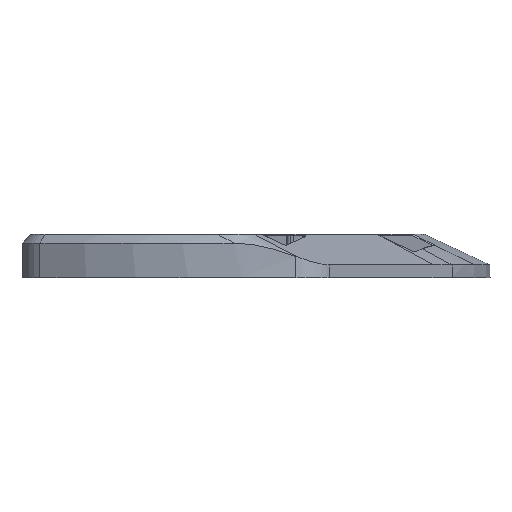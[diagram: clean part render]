
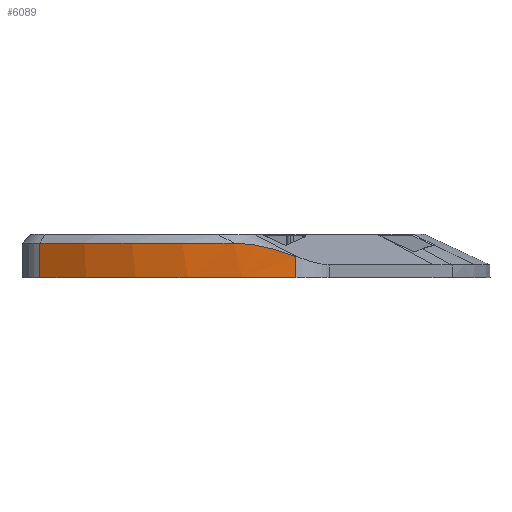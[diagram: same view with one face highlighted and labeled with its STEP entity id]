
A CAD part, left-side view. The second image highlights one B-rep face of the part: STEP entity #6089.
In plain terms, the highlighted cylindrical face has radius 86.641 mm (diameter 173.282 mm), a partial arc.
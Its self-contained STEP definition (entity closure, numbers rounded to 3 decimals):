
#93=B_SPLINE_CURVE_WITH_KNOTS('',3,(#8960,#8961,#8962,#8963,#8964,#8965,
#8966,#8967,#8968,#8969,#8970,#8971,#8972,#8973,#8974,#8975,#8976,#8977,
#8978,#8979,#8980,#8981,#8982,#8983,#8984,#8985,#8986,#8987,#8988,#8989,
#8990,#8991,#8992,#8993,#8994,#8995,#8996,#8997,#8998,#8999,#9000,#9001,
#9002),.UNSPECIFIED.,.F.,.F.,(4,3,3,3,3,3,3,3,3,3,3,3,3,3,4),(0.,0.092,
0.186,0.282,0.379,0.476,
0.571,0.6,0.691,0.781,
0.873,0.969,1.068,1.169,1.205),
 .UNSPECIFIED.);
#396=CIRCLE('',#6483,86.641);
#405=CIRCLE('',#6498,86.641);
#554=CYLINDRICAL_SURFACE('',#6497,86.641);
#659=FACE_OUTER_BOUND('',#1019,.T.);
#1019=EDGE_LOOP('',(#4196,#4197,#4198,#4199,#4200));
#1442=LINE('',#8949,#1996);
#1443=LINE('',#8958,#1997);
#1996=VECTOR('',#7119,10.);
#1997=VECTOR('',#7124,10.);
#2582=VERTEX_POINT('',#8885);
#2583=VERTEX_POINT('',#8887);
#2604=VERTEX_POINT('',#8948);
#2606=VERTEX_POINT('',#8957);
#2607=VERTEX_POINT('',#8959);
#3192=EDGE_CURVE('',#2582,#2583,#396,.T.);
#3219=EDGE_CURVE('',#2604,#2582,#1442,.T.);
#3222=EDGE_CURVE('',#2583,#2606,#1443,.T.);
#3223=EDGE_CURVE('',#2607,#2604,#93,.T.);
#3224=EDGE_CURVE('',#2606,#2607,#405,.T.);
#4196=ORIENTED_EDGE('',*,*,#3222,.F.);
#4197=ORIENTED_EDGE('',*,*,#3192,.F.);
#4198=ORIENTED_EDGE('',*,*,#3219,.F.);
#4199=ORIENTED_EDGE('',*,*,#3223,.F.);
#4200=ORIENTED_EDGE('',*,*,#3224,.F.);
#6089=ADVANCED_FACE('',(#659),#554,.T.);
#6483=AXIS2_PLACEMENT_3D('',#8888,#7078,#7079);
#6497=AXIS2_PLACEMENT_3D('',#8956,#7122,#7123);
#6498=AXIS2_PLACEMENT_3D('',#9003,#7125,#7126);
#7078=DIRECTION('center_axis',(0.,0.,-1.));
#7079=DIRECTION('ref_axis',(-0.762,0.648,0.));
#7119=DIRECTION('',(0.,0.,-1.));
#7122=DIRECTION('center_axis',(0.,0.,-1.));
#7123=DIRECTION('ref_axis',(-0.762,0.648,0.));
#7124=DIRECTION('',(0.,0.,1.));
#7125=DIRECTION('center_axis',(0.,0.,1.));
#7126=DIRECTION('ref_axis',(-0.762,0.648,0.));
#8885=CARTESIAN_POINT('',(42.884,-107.279,0.));
#8887=CARTESIAN_POINT('',(58.805,-48.474,0.));
#8888=CARTESIAN_POINT('Origin',(129.135,-99.073,0.));
#8948=CARTESIAN_POINT('',(42.884,-107.279,4.861));
#8949=CARTESIAN_POINT('',(42.884,-107.279,4.4));
#8956=CARTESIAN_POINT('Origin',(129.135,-99.073,4.4));
#8957=CARTESIAN_POINT('',(58.805,-48.474,7.9));
#8958=CARTESIAN_POINT('',(58.805,-48.474,4.4));
#8959=CARTESIAN_POINT('',(42.702,-93.086,7.9));
#8960=CARTESIAN_POINT('Ctrl Pts',(42.701,-93.086,7.9));
#8961=CARTESIAN_POINT('Ctrl Pts',(42.68,-93.393,7.9));
#8962=CARTESIAN_POINT('Ctrl Pts',(42.66,-93.706,7.894));
#8963=CARTESIAN_POINT('Ctrl Pts',(42.642,-94.025,7.881));
#8964=CARTESIAN_POINT('Ctrl Pts',(42.623,-94.352,7.868));
#8965=CARTESIAN_POINT('Ctrl Pts',(42.606,-94.685,7.849));
#8966=CARTESIAN_POINT('Ctrl Pts',(42.59,-95.025,7.823));
#8967=CARTESIAN_POINT('Ctrl Pts',(42.574,-95.371,7.796));
#8968=CARTESIAN_POINT('Ctrl Pts',(42.56,-95.723,7.763));
#8969=CARTESIAN_POINT('Ctrl Pts',(42.548,-96.081,7.723));
#8970=CARTESIAN_POINT('Ctrl Pts',(42.535,-96.443,7.683));
#8971=CARTESIAN_POINT('Ctrl Pts',(42.525,-96.812,7.635));
#8972=CARTESIAN_POINT('Ctrl Pts',(42.517,-97.188,7.581));
#8973=CARTESIAN_POINT('Ctrl Pts',(42.508,-97.561,7.526));
#8974=CARTESIAN_POINT('Ctrl Pts',(42.502,-97.941,7.465));
#8975=CARTESIAN_POINT('Ctrl Pts',(42.499,-98.328,7.397));
#8976=CARTESIAN_POINT('Ctrl Pts',(42.495,-98.707,7.33));
#8977=CARTESIAN_POINT('Ctrl Pts',(42.494,-99.093,7.256));
#8978=CARTESIAN_POINT('Ctrl Pts',(42.496,-99.484,7.175));
#8979=CARTESIAN_POINT('Ctrl Pts',(42.497,-99.606,7.15));
#8980=CARTESIAN_POINT('Ctrl Pts',(42.497,-99.729,7.124));
#8981=CARTESIAN_POINT('Ctrl Pts',(42.498,-99.852,7.097));
#8982=CARTESIAN_POINT('Ctrl Pts',(42.501,-100.231,7.015));
#8983=CARTESIAN_POINT('Ctrl Pts',(42.507,-100.609,6.928));
#8984=CARTESIAN_POINT('Ctrl Pts',(42.516,-100.987,6.836));
#8985=CARTESIAN_POINT('Ctrl Pts',(42.524,-101.359,6.745));
#8986=CARTESIAN_POINT('Ctrl Pts',(42.535,-101.731,6.649));
#8987=CARTESIAN_POINT('Ctrl Pts',(42.548,-102.102,6.549));
#8988=CARTESIAN_POINT('Ctrl Pts',(42.561,-102.483,6.446));
#8989=CARTESIAN_POINT('Ctrl Pts',(42.577,-102.863,6.338));
#8990=CARTESIAN_POINT('Ctrl Pts',(42.595,-103.243,6.226));
#8991=CARTESIAN_POINT('Ctrl Pts',(42.614,-103.637,6.11));
#8992=CARTESIAN_POINT('Ctrl Pts',(42.636,-104.031,5.988));
#8993=CARTESIAN_POINT('Ctrl Pts',(42.66,-104.423,5.863));
#8994=CARTESIAN_POINT('Ctrl Pts',(42.685,-104.823,5.734));
#8995=CARTESIAN_POINT('Ctrl Pts',(42.712,-105.222,5.601));
#8996=CARTESIAN_POINT('Ctrl Pts',(42.742,-105.619,5.464));
#8997=CARTESIAN_POINT('Ctrl Pts',(42.773,-106.027,5.322));
#8998=CARTESIAN_POINT('Ctrl Pts',(42.807,-106.433,5.177));
#8999=CARTESIAN_POINT('Ctrl Pts',(42.843,-106.837,5.027));
#9000=CARTESIAN_POINT('Ctrl Pts',(42.856,-106.985,4.972));
#9001=CARTESIAN_POINT('Ctrl Pts',(42.87,-107.132,4.917));
#9002=CARTESIAN_POINT('Ctrl Pts',(42.884,-107.279,4.861));
#9003=CARTESIAN_POINT('Origin',(129.135,-99.073,7.9));
